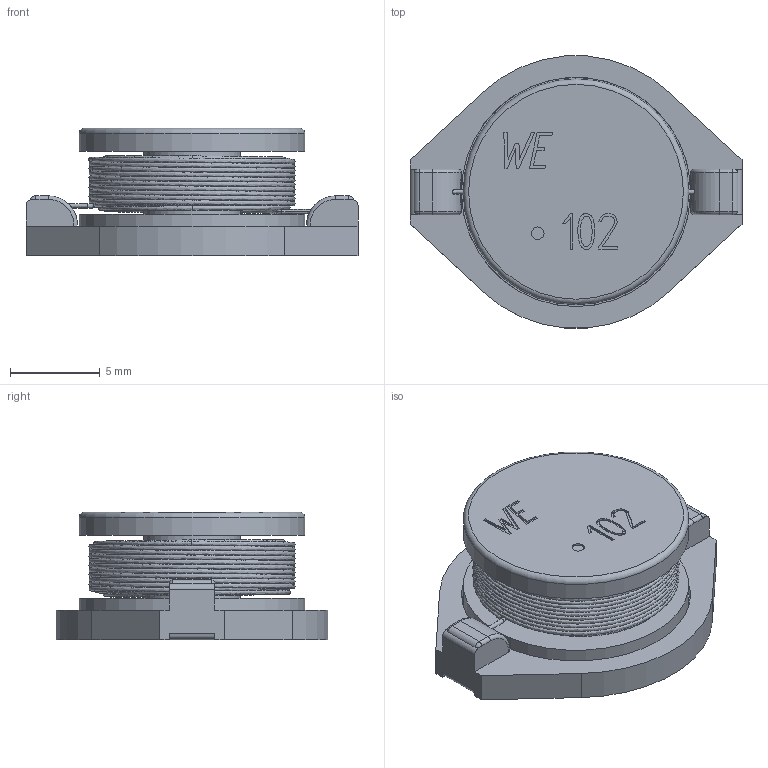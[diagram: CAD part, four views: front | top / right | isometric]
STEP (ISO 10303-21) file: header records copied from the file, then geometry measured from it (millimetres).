
FILE_DESCRIPTION(/* description */ ('Unknown'),/* implementation_level */ '2;1');
FILE_NAME(/* name */ 'L_Wurth_WE-PD4_Type_X',/* time_stamp */ '2022-03-08T11:38:20+08:00',/* author */ ('Unknown'),/* organization */ ('Unknown'),/* preprocessor_version */ 'ST-DEVELOPER v16.7',/* originating_system */ 'Solid Edge',/* authorisation */ 'Unknown');
FILE_SCHEMA (('AUTOMOTIVE_DESIGN {1 0 10303 214 3 1 1}'));
Length unit declared in the file: millimetre
Products named in the file (2): L_Wurth_WE-PD4_Type_X
Assembly tree (1 placements, depth 2):
  L_Wurth_WE-PD4_Type_X
    L_Wurth_WE-PD4_Type_X
Bounding box: 18.54 x 15.19 x 7.11 mm (x, y, z)
Volume: 747.9 mm3; surface area: 2284.7 mm2
Topology: 2 solids, 2 shells, 116 faces, 319 edges, 216 vertices
Faces by surface type: plane 68, cylinder 21, bspline 18, torus 9
Full cylindrical faces by diameter (mm): 0.7 x1, 5.4 x1, 12.6 x2, 12.8 x1
Entity records: 8350 total; most frequent: CARTESIAN_POINT 5136, ORIENTED_EDGE 588, DIRECTION 501, EDGE_CURVE 294, VERTEX_POINT 209, LINE 179, VECTOR 179, AXIS2_PLACEMENT_3D 161
